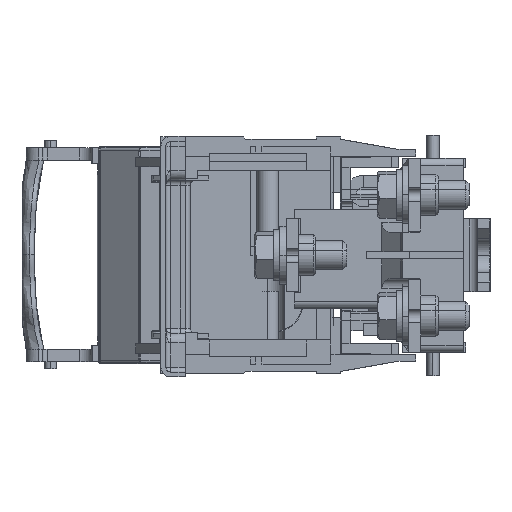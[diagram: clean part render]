
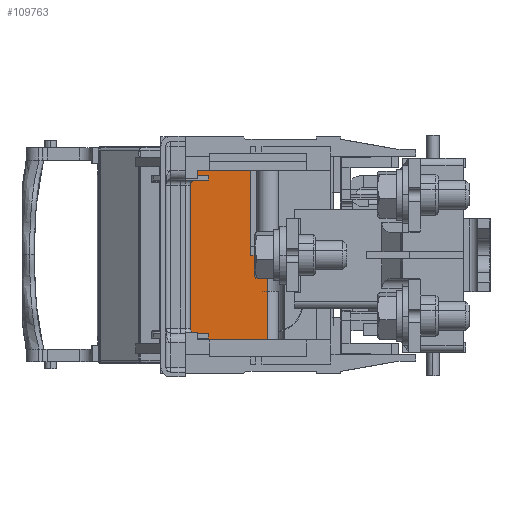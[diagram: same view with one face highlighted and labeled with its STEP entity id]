
A CAD part, left-side view. The second image highlights one B-rep face of the part: STEP entity #109763.
In plain terms, the highlighted planar face has unit normal (-1, 0, 0).
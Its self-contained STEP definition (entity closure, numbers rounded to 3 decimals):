
#90568=CARTESIAN_POINT('',(44.152,91.8,-0.8));
#90569=VERTEX_POINT('',#90568);
#90586=CARTESIAN_POINT('',(44.152,91.8,-5.8));
#90587=VERTEX_POINT('',#90586);
#90588=CARTESIAN_POINT('',(44.152,91.8,-5.8));
#90589=CARTESIAN_POINT('',(44.152,91.8,-4.133));
#90590=CARTESIAN_POINT('',(44.152,91.8,-2.467));
#90591=CARTESIAN_POINT('',(44.152,91.8,-0.8));
#90592=B_SPLINE_CURVE_WITH_KNOTS('',3,(#90588,#90589,#90590,#90591),.UNSPECIFIED.,.F.,.F.,(4,4),(0.,5.),.UNSPECIFIED.);
#90593=EDGE_CURVE('NONE',#90587,#90569,#90592,.T.);
#94693=CARTESIAN_POINT('',(44.152,124.436,-0.8));
#94694=VERTEX_POINT('',#94693);
#94713=CARTESIAN_POINT('',(44.152,124.468,-4.8));
#94714=VERTEX_POINT('',#94713);
#94715=CARTESIAN_POINT('',(44.152,124.436,-0.8));
#94716=CARTESIAN_POINT('',(44.152,124.436,-2.133));
#94717=CARTESIAN_POINT('',(44.152,124.436,-3.467));
#94718=CARTESIAN_POINT('',(44.152,124.436,-4.8));
#94719=B_SPLINE_CURVE_WITH_KNOTS('',3,(#94715,#94716,#94717,#94718),.UNSPECIFIED.,.F.,.F.,(4,4),(0.,4.),.UNSPECIFIED.);
#94720=EDGE_CURVE('NONE',#94694,#94714,#94719,.T.);
#100321=CARTESIAN_POINT('',(44.152,124.5,81.2));
#100322=VERTEX_POINT('',#100321);
#100323=CARTESIAN_POINT('',(44.152,124.5,81.2));
#100324=CARTESIAN_POINT('',(44.152,124.5,52.533));
#100325=CARTESIAN_POINT('',(44.152,124.5,23.867));
#100326=CARTESIAN_POINT('',(44.152,124.5,-4.8));
#100327=B_SPLINE_CURVE_WITH_KNOTS('',3,(#100323,#100324,#100325,#100326),.UNSPECIFIED.,.F.,.F.,(4,4),(0.,86.),.UNSPECIFIED.);
#100328=EDGE_CURVE('NONE',#100322,#94714,#100327,.T.);
#109667=CARTESIAN_POINT('',(44.152,54.5,-8.802));
#109668=DIRECTION('',(-1.,0.,0.));
#109669=DIRECTION('',(-0.,-1.,0.));
#109670=AXIS2_PLACEMENT_3D('',#109667,#109668,#109669);
#109671=PLANE('',#109670);
#109672=CARTESIAN_POINT('',(44.152,87.5,40.));
#109673=VERTEX_POINT('',#109672);
#109674=CARTESIAN_POINT('',(44.152,80.5,40.));
#109675=VERTEX_POINT('',#109674);
#109676=CARTESIAN_POINT('',(44.152,87.5,40.));
#109677=CARTESIAN_POINT('',(44.152,85.167,40.));
#109678=CARTESIAN_POINT('',(44.152,82.833,40.));
#109679=CARTESIAN_POINT('',(44.152,80.5,40.));
#109680=B_SPLINE_CURVE_WITH_KNOTS('',3,(#109676,#109677,#109678,#109679),.UNSPECIFIED.,.F.,.F.,(4,4),(0.,7.),.UNSPECIFIED.);
#109681=EDGE_CURVE('NONE',#109673,#109675,#109680,.T.);
#109682=ORIENTED_EDGE('',*,*,#109681,.F.);
#109683=CARTESIAN_POINT('',(44.152,87.5,81.2));
#109684=VERTEX_POINT('',#109683);
#109685=CARTESIAN_POINT('',(44.152,87.5,81.2));
#109686=CARTESIAN_POINT('',(44.152,87.5,67.467));
#109687=CARTESIAN_POINT('',(44.152,87.5,53.733));
#109688=CARTESIAN_POINT('',(44.152,87.5,40.));
#109689=B_SPLINE_CURVE_WITH_KNOTS('',3,(#109685,#109686,#109687,#109688),.UNSPECIFIED.,.F.,.F.,(4,4),(0.,41.2),.UNSPECIFIED.);
#109690=EDGE_CURVE('NONE',#109684,#109673,#109689,.T.);
#109691=ORIENTED_EDGE('',*,*,#109690,.F.);
#109692=CARTESIAN_POINT('',(44.152,124.5,81.2));
#109693=CARTESIAN_POINT('',(44.152,112.167,81.2));
#109694=CARTESIAN_POINT('',(44.152,99.833,81.2));
#109695=CARTESIAN_POINT('',(44.152,87.5,81.2));
#109696=B_SPLINE_CURVE_WITH_KNOTS('',3,(#109692,#109693,#109694,#109695),.UNSPECIFIED.,.F.,.F.,(4,4),(0.,37.),.UNSPECIFIED.);
#109697=EDGE_CURVE('',#100322,#109684,#109696,.T.);
#109698=ORIENTED_EDGE('',*,*,#109697,.F.);
#109699=ORIENTED_EDGE('',*,*,#100328,.T.);
#109700=ORIENTED_EDGE('',*,*,#94720,.F.);
#109701=CARTESIAN_POINT('',(44.152,94.55,-0.8));
#109702=VERTEX_POINT('',#109701);
#109703=CARTESIAN_POINT('',(44.152,94.55,-0.8));
#109704=CARTESIAN_POINT('',(44.152,104.512,-0.8));
#109705=CARTESIAN_POINT('',(44.152,114.474,-0.8));
#109706=CARTESIAN_POINT('',(44.152,124.436,-0.8));
#109707=B_SPLINE_CURVE_WITH_KNOTS('',3,(#109703,#109704,#109705,#109706),.UNSPECIFIED.,.F.,.F.,(4,4),(0.,29.886),.UNSPECIFIED.);
#109708=EDGE_CURVE('NONE',#109702,#94694,#109707,.T.);
#109709=ORIENTED_EDGE('',*,*,#109708,.F.);
#109710=CARTESIAN_POINT('',(44.152,94.55,-5.8));
#109711=VERTEX_POINT('',#109710);
#109712=CARTESIAN_POINT('',(44.152,94.55,-5.8));
#109713=CARTESIAN_POINT('',(44.152,94.55,-4.133));
#109714=CARTESIAN_POINT('',(44.152,94.55,-2.467));
#109715=CARTESIAN_POINT('',(44.152,94.55,-0.8));
#109716=B_SPLINE_CURVE_WITH_KNOTS('',3,(#109712,#109713,#109714,#109715),.UNSPECIFIED.,.F.,.F.,(4,4),(0.,5.),.UNSPECIFIED.);
#109717=EDGE_CURVE('NONE',#109711,#109702,#109716,.T.);
#109718=ORIENTED_EDGE('',*,*,#109717,.F.);
#109719=CARTESIAN_POINT('',(44.152,91.8,-5.8));
#109720=CARTESIAN_POINT('',(44.152,92.717,-5.8));
#109721=CARTESIAN_POINT('',(44.152,93.633,-5.8));
#109722=CARTESIAN_POINT('',(44.152,94.55,-5.8));
#109723=B_SPLINE_CURVE_WITH_KNOTS('',3,(#109719,#109720,#109721,#109722),.UNSPECIFIED.,.F.,.F.,(4,4),(0.,2.75),.UNSPECIFIED.);
#109724=EDGE_CURVE('NONE',#90587,#109711,#109723,.T.);
#109725=ORIENTED_EDGE('',*,*,#109724,.F.);
#109726=ORIENTED_EDGE('',*,*,#90593,.T.);
#109727=CARTESIAN_POINT('',(44.152,87.5,-0.8));
#109728=VERTEX_POINT('',#109727);
#109729=CARTESIAN_POINT('',(44.152,87.5,-0.8));
#109730=CARTESIAN_POINT('',(44.152,88.933,-0.8));
#109731=CARTESIAN_POINT('',(44.152,90.367,-0.8));
#109732=CARTESIAN_POINT('',(44.152,91.8,-0.8));
#109733=B_SPLINE_CURVE_WITH_KNOTS('',3,(#109729,#109730,#109731,#109732),.UNSPECIFIED.,.F.,.F.,(4,4),(0.,4.3),.UNSPECIFIED.);
#109734=EDGE_CURVE('NONE',#109728,#90569,#109733,.T.);
#109735=ORIENTED_EDGE('',*,*,#109734,.F.);
#109736=CARTESIAN_POINT('',(44.152,87.5,-4.8));
#109737=VERTEX_POINT('',#109736);
#109738=CARTESIAN_POINT('',(44.152,87.5,-4.8));
#109739=CARTESIAN_POINT('',(44.152,87.5,-3.467));
#109740=CARTESIAN_POINT('',(44.152,87.5,-2.133));
#109741=CARTESIAN_POINT('',(44.152,87.5,-0.8));
#109742=B_SPLINE_CURVE_WITH_KNOTS('',3,(#109738,#109739,#109740,#109741),.UNSPECIFIED.,.F.,.F.,(4,4),(0.,4.),.UNSPECIFIED.);
#109743=EDGE_CURVE('NONE',#109737,#109728,#109742,.T.);
#109744=ORIENTED_EDGE('',*,*,#109743,.F.);
#109745=CARTESIAN_POINT('',(44.152,80.5,-4.8));
#109746=VERTEX_POINT('',#109745);
#109747=CARTESIAN_POINT('',(44.152,87.5,-4.8));
#109748=CARTESIAN_POINT('',(44.152,85.167,-4.8));
#109749=CARTESIAN_POINT('',(44.152,82.833,-4.8));
#109750=CARTESIAN_POINT('',(44.152,80.5,-4.8));
#109751=B_SPLINE_CURVE_WITH_KNOTS('',3,(#109747,#109748,#109749,#109750),.UNSPECIFIED.,.F.,.F.,(4,4),(0.,7.),.UNSPECIFIED.);
#109752=EDGE_CURVE('NONE',#109737,#109746,#109751,.T.);
#109753=ORIENTED_EDGE('',*,*,#109752,.T.);
#109754=CARTESIAN_POINT('',(44.152,80.5,-4.8));
#109755=CARTESIAN_POINT('',(44.152,80.5,10.133));
#109756=CARTESIAN_POINT('',(44.152,80.5,25.067));
#109757=CARTESIAN_POINT('',(44.152,80.5,40.));
#109758=B_SPLINE_CURVE_WITH_KNOTS('',3,(#109754,#109755,#109756,#109757),.UNSPECIFIED.,.F.,.F.,(4,4),(0.,44.8),.UNSPECIFIED.);
#109759=EDGE_CURVE('NONE',#109746,#109675,#109758,.T.);
#109760=ORIENTED_EDGE('',*,*,#109759,.T.);
#109761=EDGE_LOOP('',(#109682,#109691,#109698,#109699,#109700,#109709,#109718,#109725,#109726,#109735,#109744,#109753,#109760));
#109762=FACE_BOUND('',#109761,.T.);
#109763=ADVANCED_FACE('NONE',(#109762),#109671,.T.);
